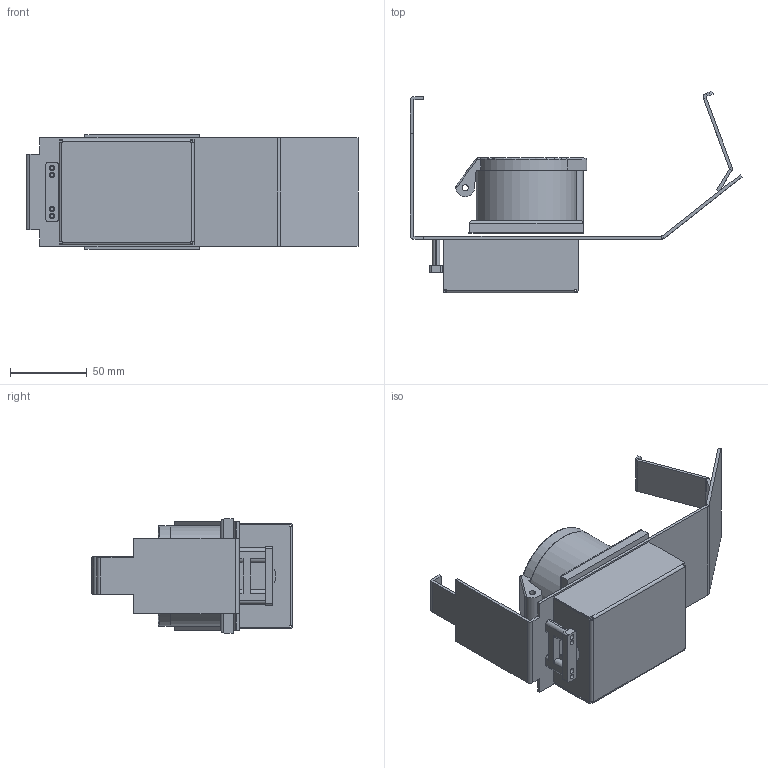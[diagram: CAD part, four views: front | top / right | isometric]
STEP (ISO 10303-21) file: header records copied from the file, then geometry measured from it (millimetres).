
FILE_DESCRIPTION (( 'STEP AP214' ), '1' );
FILE_NAME ('7407667_KSTP1.stp', '2017-09-21T07:05:13', ( '' ), ( '' ), 'SwSTEP 2.0', 'SolidWorks 2016', '' );
FILE_SCHEMA (( 'AUTOMOTIVE_DESIGN' ));
Length unit declared in the file: millimetre
Products named in the file (10): 001581_GT3CEE; 001581T1_GT3CEE; 7407667_KSTP1; P_39406494_5; P_39406494_6; 001582_Standard; 001583_Standard; P_6109874_1_Standard; P_6109874T2_1_Standard; P_6109874T1_1_Standard
Assembly tree (9 placements, depth 3):
  7407667_KSTP1
    001581_GT3CEE
      001581T1_GT3CEE
    P_6109874_1_Standard
      P_6109874T1_1_Standard
      P_6109874T2_1_Standard
    001583_Standard
    001582_Standard
    P_39406494_6
    P_39406494_5
Bounding box: 216.73 x 131.66 x 75 mm (x, y, z)
Volume: 248116.1 mm3; surface area: 107881.5 mm2
Topology: 7 solids, 7 shells, 219 faces, 543 edges, 336 vertices
Faces by surface type: plane 132, cylinder 82, torus 3, sphere 2
Entity records: 6894 total; most frequent: CARTESIAN_POINT 1200, DIRECTION 1146, ORIENTED_EDGE 1082, EDGE_CURVE 541, AXIS2_PLACEMENT_3D 384, VECTOR 378, LINE 378, VERTEX_POINT 336
